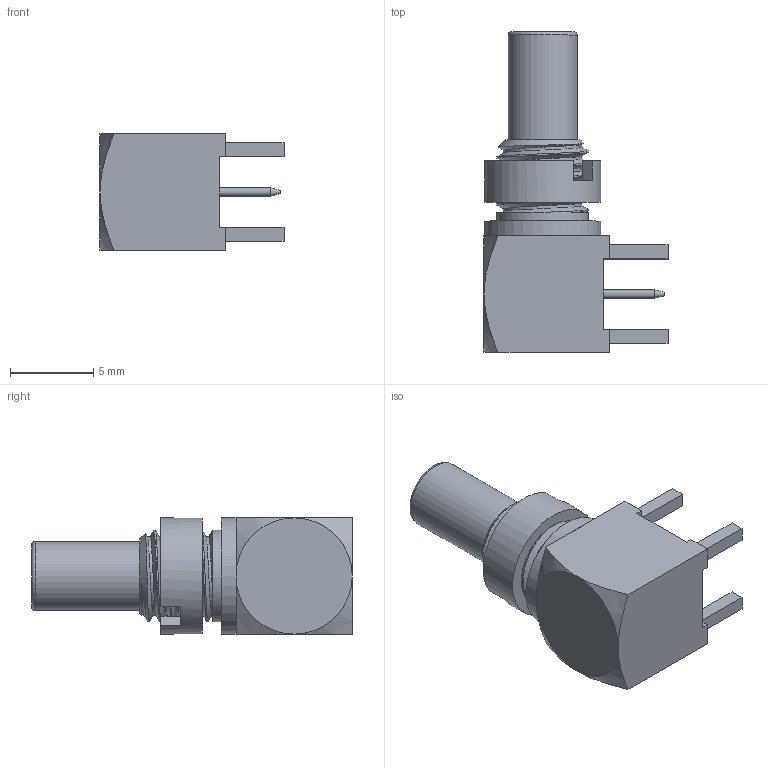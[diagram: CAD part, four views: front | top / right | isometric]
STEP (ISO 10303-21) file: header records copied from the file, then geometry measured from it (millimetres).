
FILE_DESCRIPTION (( 'STEP AP203' ), '1' );
FILE_NAME ('PE40018_3D.step', '2021-12-16T00:52:19', ( '' ), ( '' ), 'SwSTEP 2.0', 'SolidWorks 2021', '' );
FILE_SCHEMA (( 'CONFIG_CONTROL_DESIGN' ));
Length unit declared in the file: inch
Products named in the file (7): _DIN7A-J-P-GF-RA-BH1_b^DIN7A-J-P-GF-RA-BH1(2)_PE40018; _DIN7A-J-P-HG-RA-BH1_s^DIN7A-J-P-GF-RA-BH1(2)_PE40018; _DIN7A-J-P-GF-RA-BH1_i2^DIN7A-J-P-GF-RA-BH1(2)_PE40018; PE40018_3D; _DIN7A-J-P-GF-RA-BH1_sh^DIN7A-J-P-GF-RA-BH1(2)_PE40018; DIN7A-J-P-GF-RA-BH1(2)^PE40018; _DIN7A-J-P-GF-RA-BH1_n^DIN7A-J-P-GF-RA-BH1(2)_PE40018
Assembly tree (6 placements, depth 3):
  PE40018_3D
    DIN7A-J-P-GF-RA-BH1(2)^PE40018
      _DIN7A-J-P-GF-RA-BH1_b^DIN7A-J-P-GF-RA-BH1(2)_PE40018
      _DIN7A-J-P-GF-RA-BH1_i2^DIN7A-J-P-GF-RA-BH1(2)_PE40018
      _DIN7A-J-P-GF-RA-BH1_sh^DIN7A-J-P-GF-RA-BH1(2)_PE40018
      _DIN7A-J-P-GF-RA-BH1_n^DIN7A-J-P-GF-RA-BH1(2)_PE40018
      _DIN7A-J-P-HG-RA-BH1_s^DIN7A-J-P-GF-RA-BH1(2)_PE40018
Bounding box: 11.08 x 19.3 x 7 mm (x, y, z)
Volume: 479.2 mm3; surface area: 1125.4 mm2
Topology: 5 solids, 5 shells, 123 faces, 289 edges, 186 vertices
Faces by surface type: plane 65, cylinder 32, cone 21, bspline 3, torus 2
Full cylindrical faces by diameter (mm): 0.5 x1, 0.55 x1, 0.6 x2, 0.76 x3, 2.3 x1, 2.66 x1, 3 x1, 3.45 x1, 3.55 x1, 4.15 x1, 4.35 x1, 4.5 x3, 5.3 x2, 5.4 x1, 5.5 x9, 7 x2
Entity records: 5856 total; most frequent: CARTESIAN_POINT 2727, DIRECTION 507, ORIENTED_EDGE 428, EDGE_CURVE 214, AXIS2_PLACEMENT_3D 202, EDGE_LOOP 172, VERTEX_POINT 156, FACE_OUTER_BOUND 144
